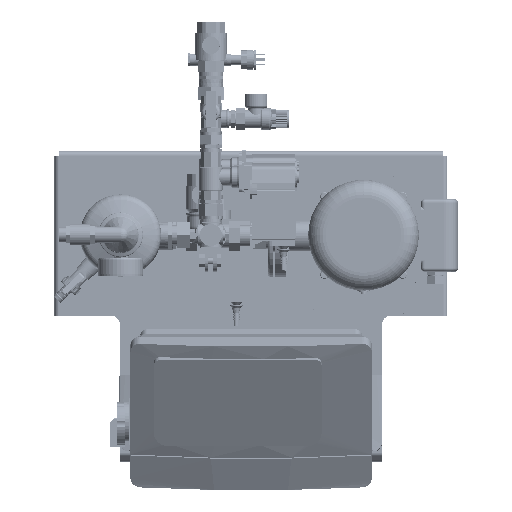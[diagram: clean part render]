
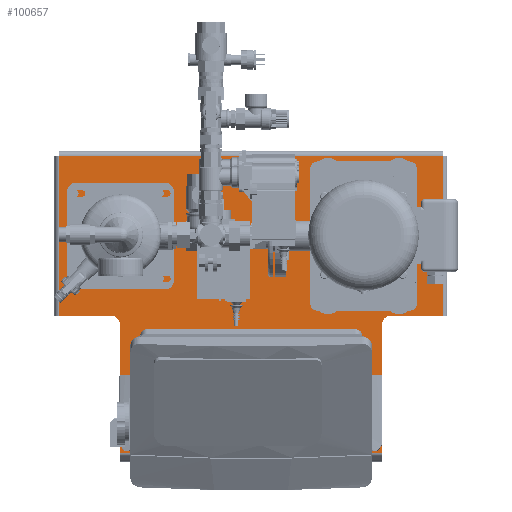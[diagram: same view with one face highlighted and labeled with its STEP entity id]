
A CAD part, top view. The second image highlights one B-rep face of the part: STEP entity #100657.
In plain terms, the highlighted planar face has unit normal (0, 0, 1).
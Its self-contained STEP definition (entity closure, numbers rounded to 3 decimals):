
#4318=LINE('',#151631,#15558);
#4321=LINE('',#151639,#15561);
#4329=LINE('',#151665,#15569);
#4330=LINE('',#151668,#15570);
#4331=LINE('',#151670,#15571);
#4332=LINE('',#151672,#15572);
#4333=LINE('',#151674,#15573);
#4334=LINE('',#151675,#15574);
#15558=VECTOR('',#122325,10.);
#15561=VECTOR('',#122330,10.);
#15569=VECTOR('',#122354,10.);
#15570=VECTOR('',#122357,10.);
#15571=VECTOR('',#122358,10.);
#15572=VECTOR('',#122359,10.);
#15573=VECTOR('',#122360,10.);
#15574=VECTOR('',#122361,10.);
#24988=PLANE('',#107770);
#32359=FACE_OUTER_BOUND('',#38819,.T.);
#38819=EDGE_LOOP('',(#78369,#78370,#78371,#78372,#78373,#78374,#78375,#78376,
#78377,#78378));
#44394=CIRCLE('',#107755,12.5);
#44404=CIRCLE('',#107768,12.5);
#48812=VERTEX_POINT('',#151605);
#48813=VERTEX_POINT('',#151607);
#48823=VERTEX_POINT('',#151629);
#48826=VERTEX_POINT('',#151636);
#48827=VERTEX_POINT('',#151638);
#48837=VERTEX_POINT('',#151660);
#48838=VERTEX_POINT('',#151667);
#48839=VERTEX_POINT('',#151669);
#48840=VERTEX_POINT('',#151671);
#48841=VERTEX_POINT('',#151673);
#59829=EDGE_CURVE('',#48813,#48812,#44394,.T.);
#59841=EDGE_CURVE('',#48812,#48823,#4318,.T.);
#59844=EDGE_CURVE('',#48827,#48826,#4321,.T.);
#59856=EDGE_CURVE('',#48826,#48837,#44404,.T.);
#59858=EDGE_CURVE('',#48827,#48823,#4329,.T.);
#59859=EDGE_CURVE('',#48838,#48813,#4330,.T.);
#59860=EDGE_CURVE('',#48837,#48839,#4331,.T.);
#59861=EDGE_CURVE('',#48840,#48839,#4332,.T.);
#59862=EDGE_CURVE('',#48840,#48841,#4333,.T.);
#59863=EDGE_CURVE('',#48838,#48841,#4334,.T.);
#78369=ORIENTED_EDGE('',*,*,#59859,.T.);
#78370=ORIENTED_EDGE('',*,*,#59829,.T.);
#78371=ORIENTED_EDGE('',*,*,#59841,.T.);
#78372=ORIENTED_EDGE('',*,*,#59858,.F.);
#78373=ORIENTED_EDGE('',*,*,#59844,.T.);
#78374=ORIENTED_EDGE('',*,*,#59856,.T.);
#78375=ORIENTED_EDGE('',*,*,#59860,.T.);
#78376=ORIENTED_EDGE('',*,*,#59861,.F.);
#78377=ORIENTED_EDGE('',*,*,#59862,.T.);
#78378=ORIENTED_EDGE('',*,*,#59863,.F.);
#100657=ADVANCED_FACE('',(#32359),#24988,.T.);
#107755=AXIS2_PLACEMENT_3D('',#151608,#122306,#122307);
#107768=AXIS2_PLACEMENT_3D('',#151662,#122349,#122350);
#107770=AXIS2_PLACEMENT_3D('',#151666,#122355,#122356);
#122306=DIRECTION('center_axis',(0.,0.,
-1.));
#122307=DIRECTION('ref_axis',(1.,0.,0.));
#122325=DIRECTION('',(0.,-1.,0.));
#122330=DIRECTION('',(0.,1.,0.));
#122349=DIRECTION('center_axis',(0.,0.,
-1.));
#122350=DIRECTION('ref_axis',(0.,1.,0.));
#122354=DIRECTION('',(-1.,0.,0.));
#122355=DIRECTION('center_axis',(0.,0.,
1.));
#122356=DIRECTION('ref_axis',(0.,1.,0.));
#122357=DIRECTION('',(1.,0.,0.));
#122358=DIRECTION('',(1.,0.,0.));
#122359=DIRECTION('',(0.,-1.,0.));
#122360=DIRECTION('',(-1.,0.,0.));
#122361=DIRECTION('',(0.,1.,0.));
#151605=CARTESIAN_POINT('',(-184.5,193.,30.));
#151607=CARTESIAN_POINT('',(-197.,205.5,30.));
#151608=CARTESIAN_POINT('Origin',(-197.,193.,30.));
#151629=CARTESIAN_POINT('',(-184.5,12.692,30.));
#151631=CARTESIAN_POINT('',(-184.5,102.846,30.));
#151636=CARTESIAN_POINT('',(184.5,193.,30.));
#151638=CARTESIAN_POINT('',(184.5,12.692,30.));
#151639=CARTESIAN_POINT('',(184.5,6.346,30.));
#151660=CARTESIAN_POINT('',(197.,205.5,30.));
#151662=CARTESIAN_POINT('Origin',(197.,193.,30.));
#151665=CARTESIAN_POINT('',(0.,12.692,30.));
#151666=CARTESIAN_POINT('Origin',(0.,12.692,
30.));
#151667=CARTESIAN_POINT('',(-270.,205.5,30.));
#151668=CARTESIAN_POINT('',(-135.,205.5,30.));
#151669=CARTESIAN_POINT('',(270.,205.5,30.));
#151670=CARTESIAN_POINT('',(98.5,205.5,30.));
#151671=CARTESIAN_POINT('',(270.,430.5,30.));
#151672=CARTESIAN_POINT('',(270.,12.692,30.));
#151673=CARTESIAN_POINT('',(-270.,430.5,30.));
#151674=CARTESIAN_POINT('',(0.,430.5,30.));
#151675=CARTESIAN_POINT('',(-270.,12.692,30.));
